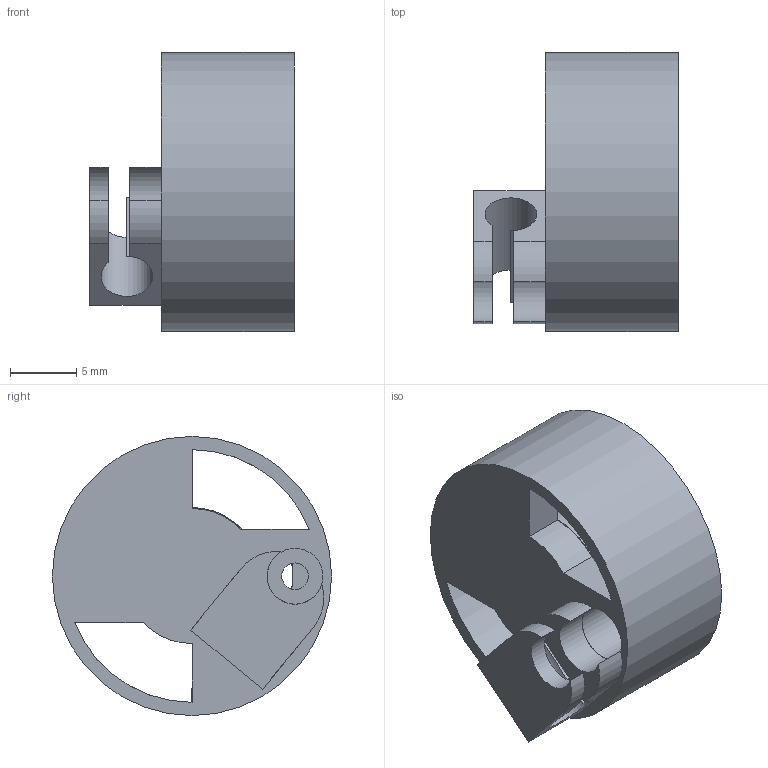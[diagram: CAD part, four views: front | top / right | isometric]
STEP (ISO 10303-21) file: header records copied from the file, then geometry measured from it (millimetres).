
FILE_DESCRIPTION(/* description */ (''),/* implementation_level */ '2;1');
FILE_NAME(/* name */ 'Bulb Support for Circuit Breaker Light v9.step',/* time_stamp */ '2021-10-10T07:53:43+10:00',/* author */ (''),/* organization */ (''),/* preprocessor_version */ 'ST-DEVELOPER v18.1',/* originating_system */ 'Autodesk Translation Framework v10.10.0.1391',/* authorisation */ '');
FILE_SCHEMA (('AUTOMOTIVE_DESIGN { 1 0 10303 214 3 1 1 }'));
Length unit declared in the file: millimetre
Products named in the file (3): Bulb Support for Circuit Breaker Light; Rear Mount; Cable Clamp (1)
Assembly tree (2 placements, depth 2):
  Bulb Support for Circuit Breaker Light
    Rear Mount
    Cable Clamp (1)
Bounding box: 15.4 x 21 x 21 mm (x, y, z)
Volume: 1736.3 mm3; surface area: 2295.4 mm2
Topology: 2 solids, 2 shells, 44 faces, 116 edges, 76 vertices
Faces by surface type: plane 27, cylinder 17
Full cylindrical faces by diameter (mm): 2 x1, 4.2 x1, 4.936 x1, 19 x1, 21 x1
Entity records: 1473 total; most frequent: DIRECTION 262, CARTESIAN_POINT 241, ORIENTED_EDGE 232, EDGE_CURVE 116, AXIS2_PLACEMENT_3D 97, VERTEX_POINT 76, LINE 68, VECTOR 68
